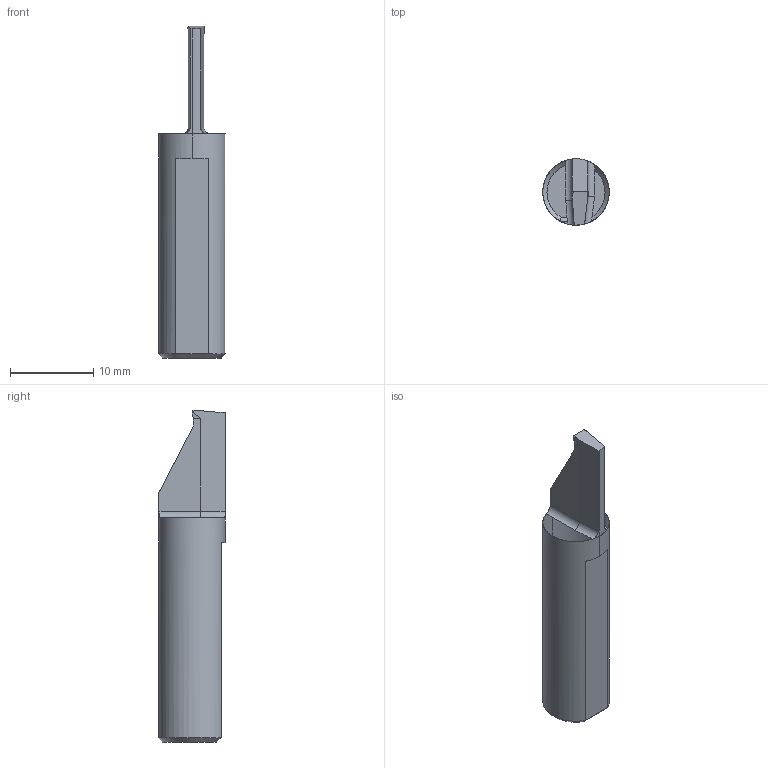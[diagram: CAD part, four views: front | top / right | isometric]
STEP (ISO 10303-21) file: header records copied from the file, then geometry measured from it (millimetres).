
FILE_DESCRIPTION(('no description'),'unknown implementation level');
FILE_NAME('EAC5C85A-5562-49FC-90C1-64231C700C11_export.stp',' ',('CIMSOURCE GmbH'),('CADClick - KiM GmbH - www.kimweb.de'),'unknown preprocess','ACIS','unknown authorization');
FILE_SCHEMA(('automotive_design'));
Length unit declared in the file: millimetre
Products named in the file (1): Fl�chentrennung
Bounding box: 8 x 8 x 40 mm (x, y, z)
Volume: 1456.8 mm3; surface area: 952.1 mm2
Topology: 1 solids, 1 shells, 31 faces, 79 edges, 51 vertices
Faces by surface type: plane 15, cylinder 14, cone 2
Entity records: 1894 total; most frequent: CARTESIAN_POINT 241, STYLED_ITEM 162, PRESENTATION_STYLE_ASSIGNMENT 162, COLOUR_RGB 162, ORIENTED_EDGE 158, DIRECTION 147, EDGE_CURVE 79, CURVE_STYLE 79
